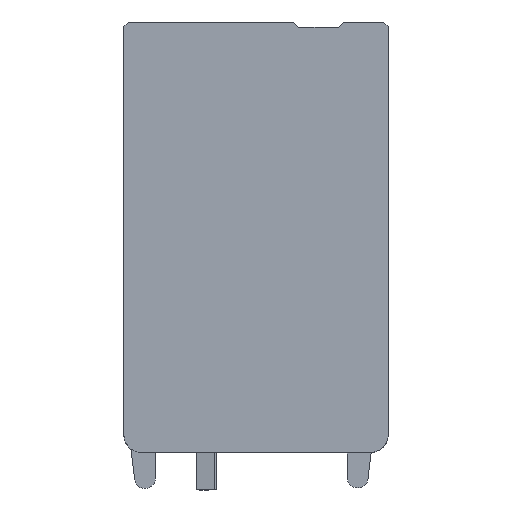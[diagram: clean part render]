
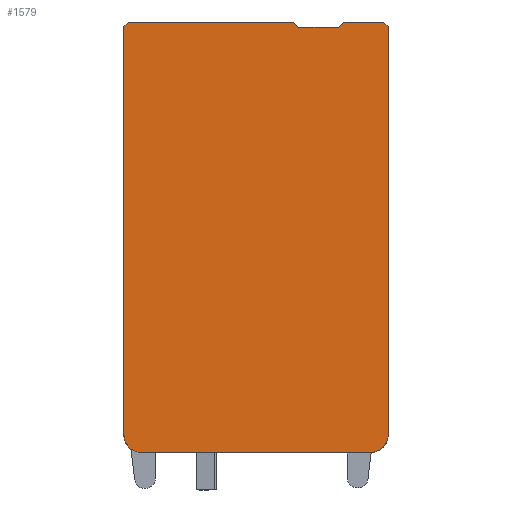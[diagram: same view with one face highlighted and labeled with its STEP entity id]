
A CAD part, left-side view. The second image highlights one B-rep face of the part: STEP entity #1579.
In plain terms, the highlighted planar face has unit normal (-1, 0, 0).
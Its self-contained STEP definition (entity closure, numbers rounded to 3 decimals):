
#1469=AXIS2_PLACEMENT_3D('Plane Axis2P3D',#1466,#1467,#1468) ;
#366=CARTESIAN_POINT('Vertex',(0.,0.,78.947)) ;
#371=CARTESIAN_POINT('Line Origine',(0.,0.,75.122)) ;
#375=CARTESIAN_POINT('Vertex',(0.,0.,71.297)) ;
#378=CARTESIAN_POINT('Line Origine',(0.,0.,56.637)) ;
#382=CARTESIAN_POINT('Vertex',(0.,0.,41.977)) ;
#385=CARTESIAN_POINT('Line Origine',(0.,0.,25.689)) ;
#389=CARTESIAN_POINT('Vertex',(0.,0.,9.4)) ;
#1242=CARTESIAN_POINT('Vertex',(0.,7.6,79.697)) ;
#1245=CARTESIAN_POINT('Line Origine',(0.,4.175,79.697)) ;
#1249=CARTESIAN_POINT('Vertex',(0.,0.75,79.697)) ;
#1453=CARTESIAN_POINT('Line Origine',(0.,0.375,79.322)) ;
#1466=CARTESIAN_POINT('Axis2P3D Location',(0.,44.,6.4)) ;
#1471=CARTESIAN_POINT('Line Origine',(0.,8.05,79.247)) ;
#1475=CARTESIAN_POINT('Vertex',(0.,8.5,78.797)) ;
#1478=CARTESIAN_POINT('Line Origine',(0.,11.85,78.797)) ;
#1482=CARTESIAN_POINT('Vertex',(0.,15.2,78.797)) ;
#1485=CARTESIAN_POINT('Line Origine',(0.,15.65,79.247)) ;
#1489=CARTESIAN_POINT('Vertex',(0.,16.1,79.697)) ;
#1492=CARTESIAN_POINT('Line Origine',(0.,30.175,79.697)) ;
#1496=CARTESIAN_POINT('Vertex',(0.,44.25,79.697)) ;
#1499=CARTESIAN_POINT('Line Origine',(0.,44.625,79.322)) ;
#1503=CARTESIAN_POINT('Vertex',(0.,45.,78.947)) ;
#1506=CARTESIAN_POINT('Line Origine',(0.,45.,75.122)) ;
#1510=CARTESIAN_POINT('Vertex',(0.,45.,71.297)) ;
#1514=CARTESIAN_POINT('Control Point',(0.,45.,71.297)) ;
#1515=CARTESIAN_POINT('Control Point',(0.,45.,65.433)) ;
#1516=CARTESIAN_POINT('Control Point',(0.,45.,59.569)) ;
#1517=CARTESIAN_POINT('Control Point',(0.,45.,53.705)) ;
#1518=CARTESIAN_POINT('Control Point',(0.,45.,47.841)) ;
#1519=CARTESIAN_POINT('Control Point',(0.,45.,41.977)) ;
#1520=CARTESIAN_POINT('Vertex',(0.,45.,41.977)) ;
#1524=CARTESIAN_POINT('Control Point',(0.,45.,41.977)) ;
#1525=CARTESIAN_POINT('Control Point',(0.,45.,35.462)) ;
#1526=CARTESIAN_POINT('Control Point',(0.,45.,28.946)) ;
#1527=CARTESIAN_POINT('Control Point',(0.,45.,22.431)) ;
#1528=CARTESIAN_POINT('Control Point',(0.,45.,15.915)) ;
#1529=CARTESIAN_POINT('Control Point',(0.,45.,9.4)) ;
#1530=CARTESIAN_POINT('Vertex',(0.,45.,9.4)) ;
#1534=CARTESIAN_POINT('Control Point',(0.,45.,9.4)) ;
#1535=CARTESIAN_POINT('Control Point',(0.,45.,8.458)) ;
#1536=CARTESIAN_POINT('Control Point',(0.,44.631,7.514)) ;
#1537=CARTESIAN_POINT('Control Point',(0.,43.886,6.769)) ;
#1538=CARTESIAN_POINT('Control Point',(0.,42.942,6.4)) ;
#1539=CARTESIAN_POINT('Control Point',(0.,42.,6.4)) ;
#1540=CARTESIAN_POINT('Vertex',(0.,42.,6.4)) ;
#1544=CARTESIAN_POINT('Control Point',(0.,42.,6.4)) ;
#1545=CARTESIAN_POINT('Control Point',(0.,34.2,6.4)) ;
#1546=CARTESIAN_POINT('Control Point',(0.,26.4,6.4)) ;
#1547=CARTESIAN_POINT('Control Point',(0.,18.6,6.4)) ;
#1548=CARTESIAN_POINT('Control Point',(0.,10.8,6.4)) ;
#1549=CARTESIAN_POINT('Control Point',(0.,3.,6.4)) ;
#1550=CARTESIAN_POINT('Vertex',(0.,3.,6.4)) ;
#1554=CARTESIAN_POINT('Control Point',(0.,3.,6.4)) ;
#1555=CARTESIAN_POINT('Control Point',(0.,2.058,6.4)) ;
#1556=CARTESIAN_POINT('Control Point',(0.,1.114,6.769)) ;
#1557=CARTESIAN_POINT('Control Point',(0.,0.369,7.514)) ;
#1558=CARTESIAN_POINT('Control Point',(0.,0.,8.458)) ;
#1559=CARTESIAN_POINT('Control Point',(0.,0.,9.4)) ;
#372=DIRECTION('Vector Direction',(0.,0.,1.)) ;
#379=DIRECTION('Vector Direction',(0.,0.,1.)) ;
#386=DIRECTION('Vector Direction',(0.,0.,1.)) ;
#1246=DIRECTION('Vector Direction',(0.,1.,0.)) ;
#1454=DIRECTION('Vector Direction',(0.,0.707,0.707)) ;
#1467=DIRECTION('Axis2P3D Direction',(-1.,0.,0.)) ;
#1468=DIRECTION('Axis2P3D XDirection',(0.,1.,0.)) ;
#1472=DIRECTION('Vector Direction',(0.,0.707,-0.707)) ;
#1479=DIRECTION('Vector Direction',(0.,1.,0.)) ;
#1486=DIRECTION('Vector Direction',(0.,0.707,0.707)) ;
#1493=DIRECTION('Vector Direction',(0.,1.,0.)) ;
#1500=DIRECTION('Vector Direction',(0.,0.707,-0.707)) ;
#1507=DIRECTION('Vector Direction',(0.,0.,1.)) ;
#373=VECTOR('Line Direction',#372,1.) ;
#380=VECTOR('Line Direction',#379,1.) ;
#387=VECTOR('Line Direction',#386,1.) ;
#1247=VECTOR('Line Direction',#1246,1.) ;
#1455=VECTOR('Line Direction',#1454,1.) ;
#1473=VECTOR('Line Direction',#1472,1.) ;
#1480=VECTOR('Line Direction',#1479,1.) ;
#1487=VECTOR('Line Direction',#1486,1.) ;
#1494=VECTOR('Line Direction',#1493,1.) ;
#1501=VECTOR('Line Direction',#1500,1.) ;
#1508=VECTOR('Line Direction',#1507,1.) ;
#1562=ORIENTED_EDGE('',*,*,#1251,.T.) ;
#1563=ORIENTED_EDGE('',*,*,#1477,.T.) ;
#1564=ORIENTED_EDGE('',*,*,#1484,.T.) ;
#1565=ORIENTED_EDGE('',*,*,#1491,.T.) ;
#1566=ORIENTED_EDGE('',*,*,#1498,.T.) ;
#1567=ORIENTED_EDGE('',*,*,#1505,.T.) ;
#1568=ORIENTED_EDGE('',*,*,#1512,.F.) ;
#1569=ORIENTED_EDGE('',*,*,#1522,.T.) ;
#1570=ORIENTED_EDGE('',*,*,#1532,.T.) ;
#1571=ORIENTED_EDGE('',*,*,#1542,.T.) ;
#1572=ORIENTED_EDGE('',*,*,#1552,.T.) ;
#1573=ORIENTED_EDGE('',*,*,#1560,.T.) ;
#1574=ORIENTED_EDGE('',*,*,#391,.T.) ;
#1575=ORIENTED_EDGE('',*,*,#384,.T.) ;
#1576=ORIENTED_EDGE('',*,*,#377,.T.) ;
#1577=ORIENTED_EDGE('',*,*,#1457,.T.) ;
#1579=ADVANCED_FACE('ABLEITER',(#1578),#1470,.T.) ;
#1513=B_SPLINE_CURVE_WITH_KNOTS('',5,(#1514,#1515,#1516,#1517,#1518,#1519),.UNSPECIFIED.,.F.,.U.,(6,6),(0.65,29.969),.UNSPECIFIED.) ;
#1523=B_SPLINE_CURVE_WITH_KNOTS('',5,(#1524,#1525,#1526,#1527,#1528,#1529),.UNSPECIFIED.,.F.,.U.,(6,6),(21.373,53.95),.UNSPECIFIED.) ;
#1533=B_SPLINE_CURVE_WITH_KNOTS('',5,(#1534,#1535,#1536,#1537,#1538,#1539),.UNSPECIFIED.,.F.,.U.,(6,6),(0.,4.965),.UNSPECIFIED.) ;
#1543=B_SPLINE_CURVE_WITH_KNOTS('',5,(#1544,#1545,#1546,#1547,#1548,#1549),.UNSPECIFIED.,.F.,.U.,(6,6),(0.,39.),.UNSPECIFIED.) ;
#1553=B_SPLINE_CURVE_WITH_KNOTS('',5,(#1554,#1555,#1556,#1557,#1558,#1559),.UNSPECIFIED.,.F.,.U.,(6,6),(0.,4.965),.UNSPECIFIED.) ;
#377=EDGE_CURVE('',#376,#367,#374,.T.) ;
#384=EDGE_CURVE('',#383,#376,#381,.T.) ;
#391=EDGE_CURVE('',#390,#383,#388,.T.) ;
#1251=EDGE_CURVE('',#1250,#1243,#1248,.T.) ;
#1457=EDGE_CURVE('',#367,#1250,#1456,.T.) ;
#1477=EDGE_CURVE('',#1243,#1476,#1474,.T.) ;
#1484=EDGE_CURVE('',#1476,#1483,#1481,.T.) ;
#1491=EDGE_CURVE('',#1483,#1490,#1488,.T.) ;
#1498=EDGE_CURVE('',#1490,#1497,#1495,.T.) ;
#1505=EDGE_CURVE('',#1497,#1504,#1502,.T.) ;
#1512=EDGE_CURVE('',#1511,#1504,#1509,.T.) ;
#1522=EDGE_CURVE('',#1511,#1521,#1513,.T.) ;
#1532=EDGE_CURVE('',#1521,#1531,#1523,.T.) ;
#1542=EDGE_CURVE('',#1531,#1541,#1533,.T.) ;
#1552=EDGE_CURVE('',#1541,#1551,#1543,.T.) ;
#1560=EDGE_CURVE('',#1551,#390,#1553,.T.) ;
#1561=EDGE_LOOP('',(#1562,#1563,#1564,#1565,#1566,#1567,#1568,#1569,#1570,#1571,#1572,#1573,#1574,#1575,#1576,#1577)) ;
#1578=FACE_OUTER_BOUND('',#1561,.T.) ;
#374=LINE('Line',#371,#373) ;
#381=LINE('Line',#378,#380) ;
#388=LINE('Line',#385,#387) ;
#1248=LINE('Line',#1245,#1247) ;
#1456=LINE('Line',#1453,#1455) ;
#1474=LINE('Line',#1471,#1473) ;
#1481=LINE('Line',#1478,#1480) ;
#1488=LINE('Line',#1485,#1487) ;
#1495=LINE('Line',#1492,#1494) ;
#1502=LINE('Line',#1499,#1501) ;
#1509=LINE('Line',#1506,#1508) ;
#1470=PLANE('',#1469) ;
#367=VERTEX_POINT('',#366) ;
#376=VERTEX_POINT('',#375) ;
#383=VERTEX_POINT('',#382) ;
#390=VERTEX_POINT('',#389) ;
#1243=VERTEX_POINT('',#1242) ;
#1250=VERTEX_POINT('',#1249) ;
#1476=VERTEX_POINT('',#1475) ;
#1483=VERTEX_POINT('',#1482) ;
#1490=VERTEX_POINT('',#1489) ;
#1497=VERTEX_POINT('',#1496) ;
#1504=VERTEX_POINT('',#1503) ;
#1511=VERTEX_POINT('',#1510) ;
#1521=VERTEX_POINT('',#1520) ;
#1531=VERTEX_POINT('',#1530) ;
#1541=VERTEX_POINT('',#1540) ;
#1551=VERTEX_POINT('',#1550) ;
